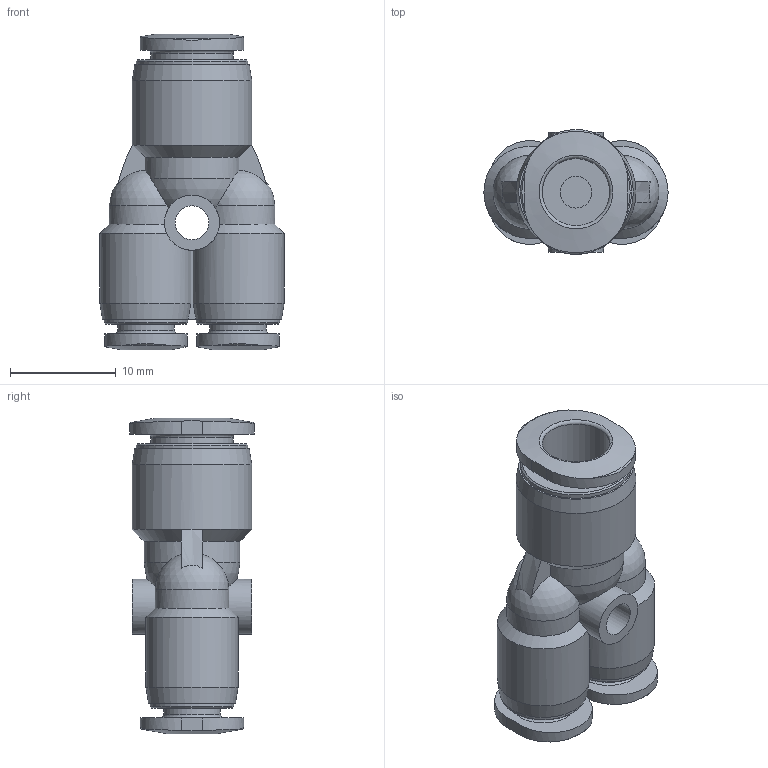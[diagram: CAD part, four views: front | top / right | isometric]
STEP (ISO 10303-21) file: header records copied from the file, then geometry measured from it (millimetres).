
FILE_DESCRIPTION(/* description */ ('STEP AP214'),/* implementation_level */ '2;1');
FILE_NAME(/* name */ '573074_QBMY-1_4T-5_32-U',/* time_stamp */ '2024-09-14T03:43:26+02:00',/* author */ ('License CC BY-ND 4.0'),/* organization */ ('CADENAS'),/* preprocessor_version */ 'ST-DEVELOPER v19.3',/* originating_system */ 'PARTsolutions',/* authorisation */ ' ');
FILE_SCHEMA (('AUTOMOTIVE_DESIGN {1 0 10303 214 3 1 1}'));
Length unit declared in the file: millimetre
Products named in the file (1): 573074 QBMY-1/4T-5/32-U
Bounding box: 17.4 x 11.8 x 29.8 mm (x, y, z)
Volume: 2183.9 mm3; surface area: 2465.1 mm2
Topology: 1 solids, 1 shells, 91 faces, 217 edges, 140 vertices
Faces by surface type: plane 32, cylinder 30, cone 13, torus 12, sphere 4
Full cylindrical faces by diameter (mm): 3 x3, 3.2 x1, 3.969 x2, 5.2 x2, 5.369 x2, 6.35 x1, 7.75 x1, 7.9 x2, 10.5 x1, 11.3 x1
Entity records: 3204 total; most frequent: CARTESIAN_POINT 618, DIRECTION 390, ORIENTED_EDGE 366, EDGE_CURVE 183, AXIS2_PLACEMENT_3D 177, VERTEX_POINT 135, EDGE_LOOP 134, FACE_BOUND 134
